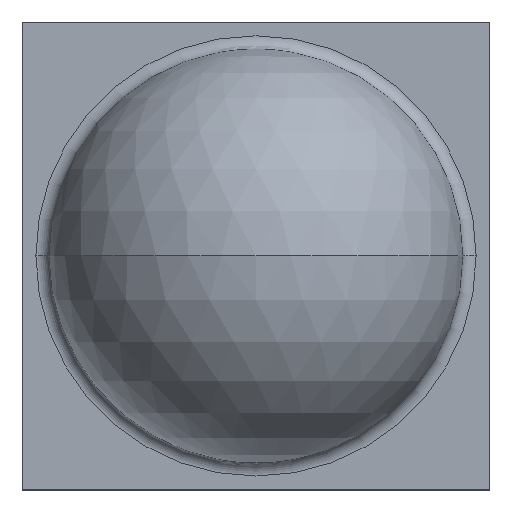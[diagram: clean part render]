
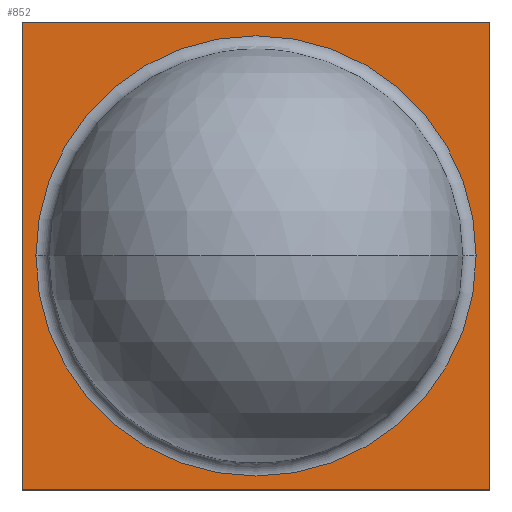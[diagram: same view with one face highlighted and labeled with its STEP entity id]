
A CAD part, top view. The second image highlights one B-rep face of the part: STEP entity #852.
In plain terms, the highlighted planar face has unit normal (0, 0, 1).
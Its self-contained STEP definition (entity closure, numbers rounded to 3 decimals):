
#3 = VERTEX_POINT ( 'NONE', #766 ) ;
#28 = EDGE_CURVE ( 'NONE', #693, #238, #1100, .T. ) ;
#41 = EDGE_LOOP ( 'NONE', ( #1050, #860, #754, #1000 ) ) ;
#76 = CIRCLE ( 'NONE', #655, 1.647 ) ;
#96 = DIRECTION ( 'NONE',  ( 0., 1., 0. ) ) ;
#119 = CARTESIAN_POINT ( 'NONE',  ( 1.75, 1.75, 0.37 ) ) ;
#138 = VERTEX_POINT ( 'NONE', #249 ) ;
#166 = CARTESIAN_POINT ( 'NONE',  ( 1.75, 1.75, 0.37 ) ) ;
#199 = EDGE_CURVE ( 'NONE', #809, #588, #373, .T. ) ;
#200 = CARTESIAN_POINT ( 'NONE',  ( 1.647, 0., 0.37 ) ) ;
#202 = VECTOR ( 'NONE', #489, 1000. ) ;
#238 = VERTEX_POINT ( 'NONE', #200 ) ;
#249 = CARTESIAN_POINT ( 'NONE',  ( 1.75, -1.75, 0.37 ) ) ;
#250 = LINE ( 'NONE', #685, #1042 ) ;
#268 = CARTESIAN_POINT ( 'NONE',  ( -1.75, 1.75, 0.37 ) ) ;
#270 = AXIS2_PLACEMENT_3D ( 'NONE', #897, #1214, #793 ) ;
#301 = ORIENTED_EDGE ( 'NONE', *, *, #541, .F. ) ;
#341 = DIRECTION ( 'NONE',  ( 1., 0., 0. ) ) ;
#359 = CARTESIAN_POINT ( 'NONE',  ( 0., 0., 0.37 ) ) ;
#373 = LINE ( 'NONE', #268, #752 ) ;
#375 = PLANE ( 'NONE',  #672 ) ;
#395 = ORIENTED_EDGE ( 'NONE', *, *, #28, .F. ) ;
#483 = CARTESIAN_POINT ( 'NONE',  ( -1.75, 1.75, 0.37 ) ) ;
#489 = DIRECTION ( 'NONE',  ( 0., -1., 0. ) ) ;
#541 = EDGE_CURVE ( 'NONE', #238, #693, #76, .T. ) ;
#586 = DIRECTION ( 'NONE',  ( 1., 0., 0. ) ) ;
#588 = VERTEX_POINT ( 'NONE', #1008 ) ;
#592 = LINE ( 'NONE', #483, #202 ) ;
#655 = AXIS2_PLACEMENT_3D ( 'NONE', #1216, #768, #1210 ) ;
#672 = AXIS2_PLACEMENT_3D ( 'NONE', #359, #1230, #341 ) ;
#685 = CARTESIAN_POINT ( 'NONE',  ( -1.75, -1.75, 0.37 ) ) ;
#693 = VERTEX_POINT ( 'NONE', #885 ) ;
#703 = VECTOR ( 'NONE', #96, 1000. ) ;
#751 = EDGE_CURVE ( 'NONE', #138, #809, #1087, .T. ) ;
#752 = VECTOR ( 'NONE', #813, 1000. ) ;
#754 = ORIENTED_EDGE ( 'NONE', *, *, #751, .T. ) ;
#766 = CARTESIAN_POINT ( 'NONE',  ( -1.75, -1.75, 0.37 ) ) ;
#768 = DIRECTION ( 'NONE',  ( 0., 0., 1. ) ) ;
#793 = DIRECTION ( 'NONE',  ( 1., 0., 0. ) ) ;
#809 = VERTEX_POINT ( 'NONE', #166 ) ;
#813 = DIRECTION ( 'NONE',  ( -1., 0., 0. ) ) ;
#852 = ADVANCED_FACE ( 'NONE', ( #1349, #1239 ), #375, .T. ) ;
#860 = ORIENTED_EDGE ( 'NONE', *, *, #1152, .T. ) ;
#885 = CARTESIAN_POINT ( 'NONE',  ( -1.647, 0., 0.37 ) ) ;
#897 = CARTESIAN_POINT ( 'NONE',  ( 0., 0., 0.37 ) ) ;
#1000 = ORIENTED_EDGE ( 'NONE', *, *, #199, .T. ) ;
#1008 = CARTESIAN_POINT ( 'NONE',  ( -1.75, 1.75, 0.37 ) ) ;
#1042 = VECTOR ( 'NONE', #586, 1000. ) ;
#1050 = ORIENTED_EDGE ( 'NONE', *, *, #1398, .T. ) ;
#1087 = LINE ( 'NONE', #119, #703 ) ;
#1100 = CIRCLE ( 'NONE', #270, 1.647 ) ;
#1152 = EDGE_CURVE ( 'NONE', #3, #138, #250, .T. ) ;
#1210 = DIRECTION ( 'NONE',  ( 1., 0., 0. ) ) ;
#1214 = DIRECTION ( 'NONE',  ( 0., 0., 1. ) ) ;
#1216 = CARTESIAN_POINT ( 'NONE',  ( 0., 0., 0.37 ) ) ;
#1230 = DIRECTION ( 'NONE',  ( 0., 0., 1. ) ) ;
#1239 = FACE_OUTER_BOUND ( 'NONE', #41, .T. ) ;
#1268 = EDGE_LOOP ( 'NONE', ( #301, #395 ) ) ;
#1349 = FACE_BOUND ( 'NONE', #1268, .T. ) ;
#1398 = EDGE_CURVE ( 'NONE', #588, #3, #592, .T. ) ;
